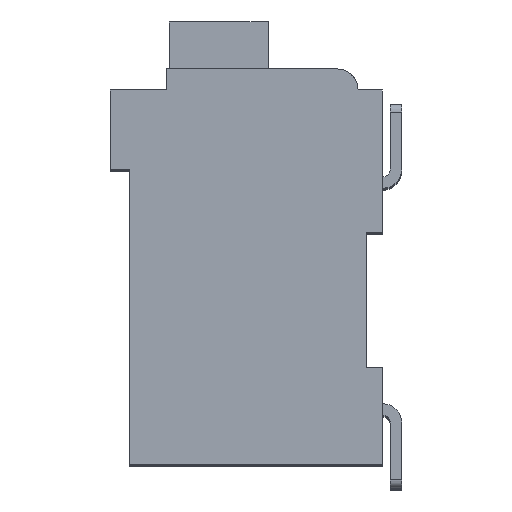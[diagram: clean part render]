
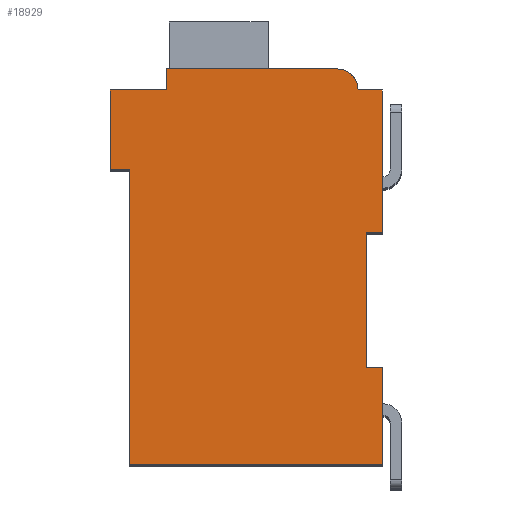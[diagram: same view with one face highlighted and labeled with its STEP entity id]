
A CAD part, top view. The second image highlights one B-rep face of the part: STEP entity #18929.
In plain terms, the highlighted planar face has unit normal (0, 0, 1).
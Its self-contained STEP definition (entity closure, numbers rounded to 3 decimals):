
#5874=DIRECTION('',(1.,0.,0.));
#5875=VECTOR('',#5874,0.5);
#5876=CARTESIAN_POINT('',(7.3,7.15,2.1));
#5877=LINE('',#5876,#5875);
#5878=DIRECTION('',(0.,1.,0.));
#5879=VECTOR('',#5878,4.15);
#5880=CARTESIAN_POINT('',(7.3,3.,2.1));
#5881=LINE('',#5880,#5879);
#5882=DIRECTION('',(-1.,0.,0.));
#5883=VECTOR('',#5882,0.5);
#5884=CARTESIAN_POINT('',(7.8,3.,2.1));
#5885=LINE('',#5884,#5883);
#5886=DIRECTION('',(0.,1.,0.));
#5887=VECTOR('',#5886,3.);
#5888=CARTESIAN_POINT('',(7.8,0.,2.1));
#5889=LINE('',#5888,#5887);
#5890=DIRECTION('',(1.,0.,0.));
#5891=VECTOR('',#5890,7.8);
#5892=CARTESIAN_POINT('',(0.,0.,2.1));
#5893=LINE('',#5892,#5891);
#5894=DIRECTION('',(0.,-1.,0.));
#5895=VECTOR('',#5894,9.1);
#5896=CARTESIAN_POINT('',(0.,9.1,2.1));
#5897=LINE('',#5896,#5895);
#5898=DIRECTION('',(1.,0.,0.));
#5899=VECTOR('',#5898,0.6);
#5900=CARTESIAN_POINT('',(-0.6,9.1,2.1));
#5901=LINE('',#5900,#5899);
#5902=DIRECTION('',(0.,-1.,0.));
#5903=VECTOR('',#5902,2.45);
#5904=CARTESIAN_POINT('',(-0.6,11.55,2.1));
#5905=LINE('',#5904,#5903);
#5906=DIRECTION('',(-1.,0.,0.));
#5907=VECTOR('',#5906,1.75);
#5908=CARTESIAN_POINT('',(1.15,11.55,2.1));
#5909=LINE('',#5908,#5907);
#5910=DIRECTION('',(0.,-1.,0.));
#5911=VECTOR('',#5910,0.65);
#5912=CARTESIAN_POINT('',(1.15,12.2,2.1));
#5913=LINE('',#5912,#5911);
#5914=DIRECTION('',(-1.,0.,0.));
#5915=VECTOR('',#5914,5.25);
#5916=CARTESIAN_POINT('',(6.4,12.2,2.1));
#5917=LINE('',#5916,#5915);
#5918=CARTESIAN_POINT('',(6.4,11.55,2.1));
#5919=DIRECTION('',(0.,0.,1.));
#5920=DIRECTION('',(1.,0.,0.));
#5921=AXIS2_PLACEMENT_3D('',#5918,#5919,#5920);
#5923=DIRECTION('',(-1.,0.,0.));
#5924=VECTOR('',#5923,0.75);
#5925=CARTESIAN_POINT('',(7.8,11.55,2.1));
#5926=LINE('',#5925,#5924);
#5927=DIRECTION('',(0.,1.,0.));
#5928=VECTOR('',#5927,4.4);
#5929=CARTESIAN_POINT('',(7.8,7.15,2.1));
#5930=LINE('',#5929,#5928);
#9273=CARTESIAN_POINT('',(7.3,7.15,2.1));
#9274=CARTESIAN_POINT('',(7.8,7.15,2.1));
#9275=VERTEX_POINT('',#9273);
#9276=VERTEX_POINT('',#9274);
#9277=CARTESIAN_POINT('',(7.8,11.55,2.1));
#9278=VERTEX_POINT('',#9277);
#9279=CARTESIAN_POINT('',(7.05,11.55,2.1));
#9280=VERTEX_POINT('',#9279);
#9281=CARTESIAN_POINT('',(6.4,12.2,2.1));
#9282=VERTEX_POINT('',#9281);
#9283=CARTESIAN_POINT('',(1.15,12.2,2.1));
#9284=VERTEX_POINT('',#9283);
#9285=CARTESIAN_POINT('',(1.15,11.55,2.1));
#9286=VERTEX_POINT('',#9285);
#9287=CARTESIAN_POINT('',(-0.6,11.55,2.1));
#9288=VERTEX_POINT('',#9287);
#9289=CARTESIAN_POINT('',(-0.6,9.1,2.1));
#9290=VERTEX_POINT('',#9289);
#9291=CARTESIAN_POINT('',(0.,9.1,2.1));
#9292=VERTEX_POINT('',#9291);
#9293=CARTESIAN_POINT('',(0.,0.,2.1));
#9294=VERTEX_POINT('',#9293);
#9295=CARTESIAN_POINT('',(7.8,0.,2.1));
#9296=VERTEX_POINT('',#9295);
#9297=CARTESIAN_POINT('',(7.8,3.,2.1));
#9298=VERTEX_POINT('',#9297);
#9299=CARTESIAN_POINT('',(7.3,3.,2.1));
#9300=VERTEX_POINT('',#9299);
#18908=CARTESIAN_POINT('',(0.,0.,2.1));
#18909=DIRECTION('',(0.,0.,1.));
#18910=DIRECTION('',(1.,0.,0.));
#18911=AXIS2_PLACEMENT_3D('',#18908,#18909,#18910);
#18912=PLANE('',#18911);
#18913=ORIENTED_EDGE('',*,*,#12182,.F.);
#18914=ORIENTED_EDGE('',*,*,#12662,.F.);
#18915=ORIENTED_EDGE('',*,*,#15908,.F.);
#18916=ORIENTED_EDGE('',*,*,#16143,.F.);
#18917=ORIENTED_EDGE('',*,*,#16422,.F.);
#18918=ORIENTED_EDGE('',*,*,#16799,.F.);
#18919=ORIENTED_EDGE('',*,*,#16980,.F.);
#18920=ORIENTED_EDGE('',*,*,#17139,.F.);
#18921=ORIENTED_EDGE('',*,*,#17377,.F.);
#18922=ORIENTED_EDGE('',*,*,#17848,.F.);
#18923=ORIENTED_EDGE('',*,*,#18212,.F.);
#18924=ORIENTED_EDGE('',*,*,#17428,.F.);
#18925=ORIENTED_EDGE('',*,*,#17709,.F.);
#18926=ORIENTED_EDGE('',*,*,#12557,.F.);
#18927=EDGE_LOOP('',(#18913,#18914,#18915,#18916,#18917,#18918,#18919,#18920,
#18921,#18922,#18923,#18924,#18925,#18926));
#18928=FACE_OUTER_BOUND('',#18927,.F.);
#5922=CIRCLE('',#5921,0.65);
#12182=EDGE_CURVE('',#9275,#9276,#5877,.T.);
#12557=EDGE_CURVE('',#9276,#9278,#5930,.T.);
#12662=EDGE_CURVE('',#9300,#9275,#5881,.T.);
#15908=EDGE_CURVE('',#9298,#9300,#5885,.T.);
#16143=EDGE_CURVE('',#9296,#9298,#5889,.T.);
#16422=EDGE_CURVE('',#9294,#9296,#5893,.T.);
#16799=EDGE_CURVE('',#9292,#9294,#5897,.T.);
#16980=EDGE_CURVE('',#9290,#9292,#5901,.T.);
#17139=EDGE_CURVE('',#9288,#9290,#5905,.T.);
#17377=EDGE_CURVE('',#9286,#9288,#5909,.T.);
#17428=EDGE_CURVE('',#9280,#9282,#5922,.T.);
#17709=EDGE_CURVE('',#9278,#9280,#5926,.T.);
#17848=EDGE_CURVE('',#9284,#9286,#5913,.T.);
#18212=EDGE_CURVE('',#9282,#9284,#5917,.T.);
#18929=ADVANCED_FACE('',(#18928),#18912,.T.);
